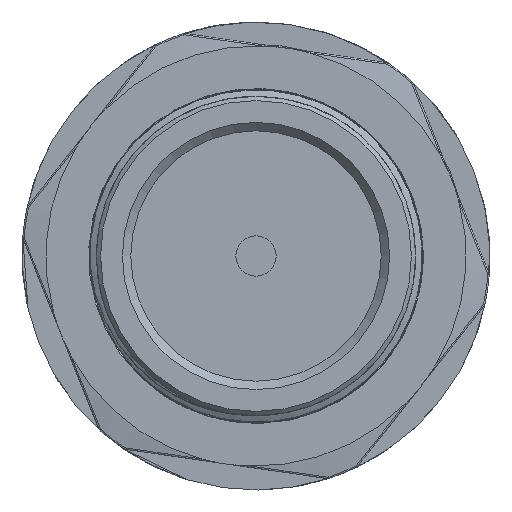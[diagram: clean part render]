
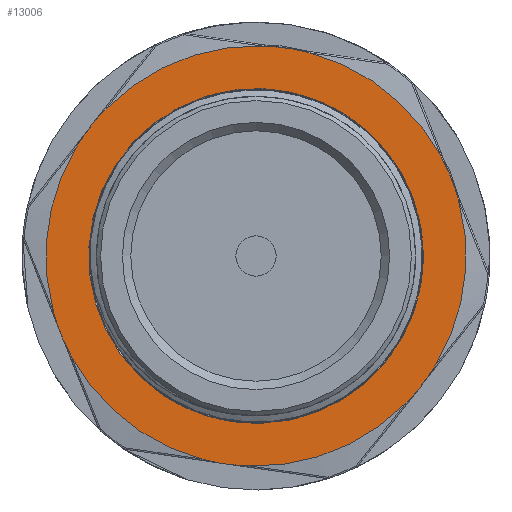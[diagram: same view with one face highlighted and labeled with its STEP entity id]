
A CAD part, left-side view. The second image highlights one B-rep face of the part: STEP entity #13006.
In plain terms, the highlighted planar face has unit normal (-1, 0, 0).
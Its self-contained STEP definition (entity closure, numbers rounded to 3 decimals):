
#2354=PLANE('',#14789);
#2398=FACE_BOUND('',#3993,.T.);
#3180=FACE_OUTER_BOUND('',#3992,.T.);
#3992=EDGE_LOOP('',(#11831,#11832,#11833,#11834,#11835,#11836,#11837,#11838,
#11839,#11840,#11841,#11842,#11843,#11844,#11845,#11846,#11847,#11848));
#3993=EDGE_LOOP('',(#11849));
#4855=CIRCLE('',#14641,19.911);
#4859=CIRCLE('',#14645,25.);
#4868=CIRCLE('',#14658,25.);
#4872=CIRCLE('',#14665,25.);
#4875=CIRCLE('',#14668,25.);
#4884=CIRCLE('',#14681,25.);
#4887=CIRCLE('',#14687,25.);
#4890=CIRCLE('',#14690,25.);
#4899=CIRCLE('',#14703,25.);
#4902=CIRCLE('',#14709,25.);
#4905=CIRCLE('',#14712,25.);
#4914=CIRCLE('',#14725,25.);
#4917=CIRCLE('',#14731,25.);
#4920=CIRCLE('',#14734,25.);
#4929=CIRCLE('',#14747,25.);
#4932=CIRCLE('',#14753,25.);
#4935=CIRCLE('',#14756,25.);
#4943=CIRCLE('',#14768,25.);
#4946=CIRCLE('',#14774,25.);
#6069=VERTEX_POINT('',#26426);
#6070=VERTEX_POINT('',#26449);
#6074=VERTEX_POINT('',#26493);
#6083=VERTEX_POINT('',#26541);
#6087=VERTEX_POINT('',#26595);
#6088=VERTEX_POINT('',#26621);
#6092=VERTEX_POINT('',#26665);
#6101=VERTEX_POINT('',#26713);
#6103=VERTEX_POINT('',#26785);
#6107=VERTEX_POINT('',#26829);
#6116=VERTEX_POINT('',#26877);
#6118=VERTEX_POINT('',#26949);
#6122=VERTEX_POINT('',#26993);
#6131=VERTEX_POINT('',#27041);
#6133=VERTEX_POINT('',#27113);
#6137=VERTEX_POINT('',#27157);
#6146=VERTEX_POINT('',#27205);
#6150=VERTEX_POINT('',#27315);
#6158=VERTEX_POINT('',#27361);
#7925=EDGE_CURVE('',#6069,#6069,#4855,.T.);
#7931=EDGE_CURVE('',#6070,#6074,#4859,.T.);
#7948=EDGE_CURVE('',#6074,#6083,#4868,.T.);
#7953=EDGE_CURVE('',#6083,#6087,#4872,.T.);
#7959=EDGE_CURVE('',#6088,#6092,#4875,.T.);
#7976=EDGE_CURVE('',#6092,#6101,#4884,.T.);
#7980=EDGE_CURVE('',#6101,#6070,#4887,.T.);
#7985=EDGE_CURVE('',#6103,#6107,#4890,.T.);
#8002=EDGE_CURVE('',#6107,#6116,#4899,.T.);
#8006=EDGE_CURVE('',#6116,#6088,#4902,.T.);
#8011=EDGE_CURVE('',#6118,#6122,#4905,.T.);
#8028=EDGE_CURVE('',#6122,#6131,#4914,.T.);
#8032=EDGE_CURVE('',#6131,#6103,#4917,.T.);
#8037=EDGE_CURVE('',#6133,#6137,#4920,.T.);
#8054=EDGE_CURVE('',#6137,#6146,#4929,.T.);
#8058=EDGE_CURVE('',#6146,#6118,#4932,.T.);
#8062=EDGE_CURVE('',#6087,#6150,#4935,.T.);
#8078=EDGE_CURVE('',#6150,#6158,#4943,.T.);
#8082=EDGE_CURVE('',#6158,#6133,#4946,.T.);
#11831=ORIENTED_EDGE('',*,*,#8028,.F.);
#11832=ORIENTED_EDGE('',*,*,#8011,.F.);
#11833=ORIENTED_EDGE('',*,*,#8058,.F.);
#11834=ORIENTED_EDGE('',*,*,#8054,.F.);
#11835=ORIENTED_EDGE('',*,*,#8037,.F.);
#11836=ORIENTED_EDGE('',*,*,#8082,.F.);
#11837=ORIENTED_EDGE('',*,*,#8078,.F.);
#11838=ORIENTED_EDGE('',*,*,#8062,.F.);
#11839=ORIENTED_EDGE('',*,*,#7953,.F.);
#11840=ORIENTED_EDGE('',*,*,#7948,.F.);
#11841=ORIENTED_EDGE('',*,*,#7931,.F.);
#11842=ORIENTED_EDGE('',*,*,#7980,.F.);
#11843=ORIENTED_EDGE('',*,*,#7976,.F.);
#11844=ORIENTED_EDGE('',*,*,#7959,.F.);
#11845=ORIENTED_EDGE('',*,*,#8006,.F.);
#11846=ORIENTED_EDGE('',*,*,#8002,.F.);
#11847=ORIENTED_EDGE('',*,*,#7985,.F.);
#11848=ORIENTED_EDGE('',*,*,#8032,.F.);
#11849=ORIENTED_EDGE('',*,*,#7925,.T.);
#13006=ADVANCED_FACE('',(#3180,#2398),#2354,.T.);
#14641=AXIS2_PLACEMENT_3D('',#26427,#18715,#18716);
#14645=AXIS2_PLACEMENT_3D('',#26494,#18723,#18724);
#14658=AXIS2_PLACEMENT_3D('',#26585,#18753,#18754);
#14665=AXIS2_PLACEMENT_3D('',#26596,#18768,#18769);
#14668=AXIS2_PLACEMENT_3D('',#26666,#18774,#18775);
#14681=AXIS2_PLACEMENT_3D('',#26757,#18804,#18805);
#14687=AXIS2_PLACEMENT_3D('',#26764,#18817,#18818);
#14690=AXIS2_PLACEMENT_3D('',#26830,#18823,#18824);
#14703=AXIS2_PLACEMENT_3D('',#26921,#18853,#18854);
#14709=AXIS2_PLACEMENT_3D('',#26928,#18866,#18867);
#14712=AXIS2_PLACEMENT_3D('',#26994,#18872,#18873);
#14725=AXIS2_PLACEMENT_3D('',#27085,#18902,#18903);
#14731=AXIS2_PLACEMENT_3D('',#27092,#18915,#18916);
#14734=AXIS2_PLACEMENT_3D('',#27158,#18921,#18922);
#14747=AXIS2_PLACEMENT_3D('',#27249,#18951,#18952);
#14753=AXIS2_PLACEMENT_3D('',#27256,#18964,#18965);
#14756=AXIS2_PLACEMENT_3D('',#27316,#18970,#18971);
#14768=AXIS2_PLACEMENT_3D('',#27405,#18998,#18999);
#14774=AXIS2_PLACEMENT_3D('',#27412,#19011,#19012);
#14789=AXIS2_PLACEMENT_3D('',#27428,#19041,#19042);
#18715=DIRECTION('center_axis',(1.,0.,0.));
#18716=DIRECTION('ref_axis',(0.,0.,-1.));
#18723=DIRECTION('center_axis',(1.,0.,0.));
#18724=DIRECTION('ref_axis',(0.,-1.,0.));
#18753=DIRECTION('center_axis',(1.,0.,0.));
#18754=DIRECTION('ref_axis',(0.,-1.,0.));
#18768=DIRECTION('center_axis',(1.,0.,0.));
#18769=DIRECTION('ref_axis',(0.,-1.,0.));
#18774=DIRECTION('center_axis',(1.,0.,0.));
#18775=DIRECTION('ref_axis',(0.,-1.,0.));
#18804=DIRECTION('center_axis',(1.,0.,0.));
#18805=DIRECTION('ref_axis',(0.,-1.,0.));
#18817=DIRECTION('center_axis',(1.,0.,0.));
#18818=DIRECTION('ref_axis',(0.,-1.,0.));
#18823=DIRECTION('center_axis',(1.,0.,0.));
#18824=DIRECTION('ref_axis',(0.,-1.,0.));
#18853=DIRECTION('center_axis',(1.,0.,0.));
#18854=DIRECTION('ref_axis',(0.,-1.,0.));
#18866=DIRECTION('center_axis',(1.,0.,0.));
#18867=DIRECTION('ref_axis',(0.,-1.,0.));
#18872=DIRECTION('center_axis',(1.,0.,0.));
#18873=DIRECTION('ref_axis',(0.,-1.,0.));
#18902=DIRECTION('center_axis',(1.,0.,0.));
#18903=DIRECTION('ref_axis',(0.,-1.,0.));
#18915=DIRECTION('center_axis',(1.,0.,0.));
#18916=DIRECTION('ref_axis',(0.,-1.,0.));
#18921=DIRECTION('center_axis',(1.,0.,0.));
#18922=DIRECTION('ref_axis',(0.,-1.,0.));
#18951=DIRECTION('center_axis',(1.,0.,0.));
#18952=DIRECTION('ref_axis',(0.,-1.,0.));
#18964=DIRECTION('center_axis',(1.,0.,0.));
#18965=DIRECTION('ref_axis',(0.,-1.,0.));
#18970=DIRECTION('center_axis',(1.,0.,0.));
#18971=DIRECTION('ref_axis',(0.,-1.,0.));
#18998=DIRECTION('center_axis',(1.,0.,0.));
#18999=DIRECTION('ref_axis',(0.,-1.,0.));
#19011=DIRECTION('center_axis',(1.,0.,0.));
#19012=DIRECTION('ref_axis',(0.,-1.,0.));
#19041=DIRECTION('center_axis',(-1.,0.,0.));
#19042=DIRECTION('ref_axis',(0.,0.,1.));
#26426=CARTESIAN_POINT('',(-6.95,17.243,-9.956));
#26427=CARTESIAN_POINT('Origin',(-6.95,0.,0.));
#26449=CARTESIAN_POINT('',(-6.95,-20.053,14.929));
#26493=CARTESIAN_POINT('',(-6.95,-21.651,12.5));
#26494=CARTESIAN_POINT('Origin',(-6.95,0.,0.));
#26541=CARTESIAN_POINT('',(-6.95,-22.955,9.902));
#26585=CARTESIAN_POINT('Origin',(-6.95,0.,0.));
#26595=CARTESIAN_POINT('',(-6.95,-22.955,-9.902));
#26596=CARTESIAN_POINT('Origin',(-6.95,0.,0.));
#26621=CARTESIAN_POINT('',(-6.95,2.902,24.831));
#26665=CARTESIAN_POINT('',(-6.95,0.,25.));
#26666=CARTESIAN_POINT('Origin',(-6.95,0.,0.));
#26713=CARTESIAN_POINT('',(-6.95,-2.902,24.831));
#26757=CARTESIAN_POINT('Origin',(-6.95,0.,0.));
#26764=CARTESIAN_POINT('Origin',(-6.95,0.,0.));
#26785=CARTESIAN_POINT('',(-6.95,22.955,9.902));
#26829=CARTESIAN_POINT('',(-6.95,21.651,12.5));
#26830=CARTESIAN_POINT('Origin',(-6.95,0.,0.));
#26877=CARTESIAN_POINT('',(-6.95,20.053,14.929));
#26921=CARTESIAN_POINT('Origin',(-6.95,0.,0.));
#26928=CARTESIAN_POINT('Origin',(-6.95,0.,0.));
#26949=CARTESIAN_POINT('',(-6.95,20.053,-14.929));
#26993=CARTESIAN_POINT('',(-6.95,21.651,-12.5));
#26994=CARTESIAN_POINT('Origin',(-6.95,0.,0.));
#27041=CARTESIAN_POINT('',(-6.95,22.955,-9.902));
#27085=CARTESIAN_POINT('Origin',(-6.95,0.,0.));
#27092=CARTESIAN_POINT('Origin',(-6.95,0.,0.));
#27113=CARTESIAN_POINT('',(-6.95,-2.902,-24.831));
#27157=CARTESIAN_POINT('',(-6.95,0.,-25.));
#27158=CARTESIAN_POINT('Origin',(-6.95,0.,0.));
#27205=CARTESIAN_POINT('',(-6.95,2.902,-24.831));
#27249=CARTESIAN_POINT('Origin',(-6.95,0.,0.));
#27256=CARTESIAN_POINT('Origin',(-6.95,0.,0.));
#27315=CARTESIAN_POINT('',(-6.95,-21.651,-12.5));
#27316=CARTESIAN_POINT('Origin',(-6.95,0.,0.));
#27361=CARTESIAN_POINT('',(-6.95,-20.053,-14.929));
#27405=CARTESIAN_POINT('Origin',(-6.95,0.,0.));
#27412=CARTESIAN_POINT('Origin',(-6.95,0.,0.));
#27428=CARTESIAN_POINT('Origin',(-6.95,27.85,0.));
